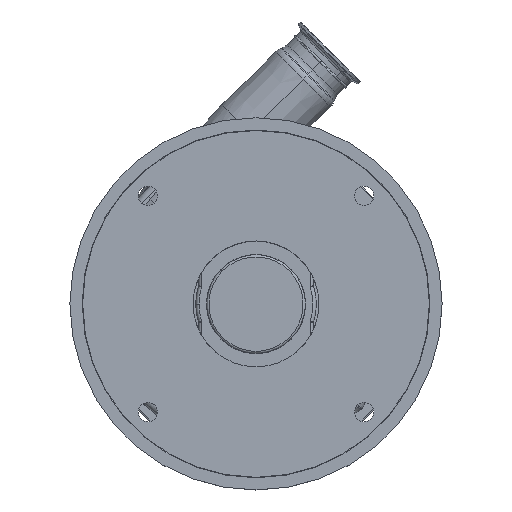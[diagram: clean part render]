
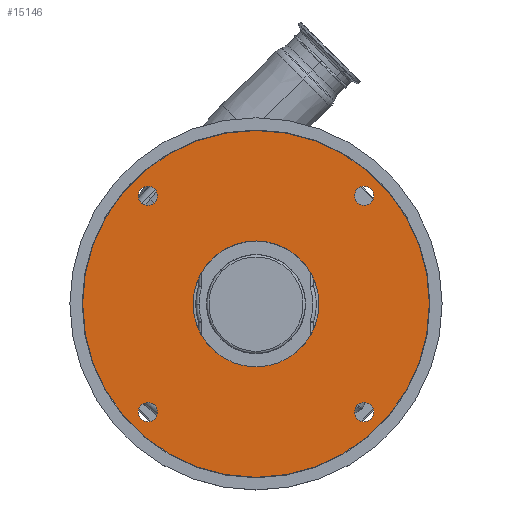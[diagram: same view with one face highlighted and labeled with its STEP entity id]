
A CAD part, top view. The second image highlights one B-rep face of the part: STEP entity #15146.
In plain terms, the highlighted planar face has unit normal (0, 0, 1).
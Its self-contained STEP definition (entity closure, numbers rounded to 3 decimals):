
#202 = AXIS2_PLACEMENT_3D ( 'NONE', #5042, #4086, #5363 ) ;
#398 = EDGE_LOOP ( 'NONE', ( #10191, #15163 ) ) ;
#472 = CARTESIAN_POINT ( 'NONE',  ( -107.533, -98.783, 190.5 ) ) ;
#571 = CIRCLE ( 'NONE', #14757, 8.75 ) ;
#745 = VERTEX_POINT ( 'NONE', #3183 ) ;
#775 = CIRCLE ( 'NONE', #2835, 158.4 ) ;
#806 = DIRECTION ( 'NONE',  ( 1., 0., 0. ) ) ;
#1131 = CARTESIAN_POINT ( 'NONE',  ( 98.783, -98.783, 190.5 ) ) ;
#1147 = DIRECTION ( 'NONE',  ( 0., 0., 1. ) ) ;
#1206 = VERTEX_POINT ( 'NONE', #8706 ) ;
#1400 = VERTEX_POINT ( 'NONE', #2979 ) ;
#1532 = CARTESIAN_POINT ( 'NONE',  ( 158.4, 0., 190.5 ) ) ;
#1654 = ORIENTED_EDGE ( 'NONE', *, *, #7212, .F. ) ;
#1730 = CARTESIAN_POINT ( 'NONE',  ( 0., 0., 190.5 ) ) ;
#1841 = AXIS2_PLACEMENT_3D ( 'NONE', #11634, #11557, #2908 ) ;
#1989 = VERTEX_POINT ( 'NONE', #4809 ) ;
#2035 = DIRECTION ( 'NONE',  ( 0., 0., 1. ) ) ;
#2220 = FACE_BOUND ( 'NONE', #12860, .T. ) ;
#2268 = CARTESIAN_POINT ( 'NONE',  ( 98.783, 98.783, 190.5 ) ) ;
#2271 = ORIENTED_EDGE ( 'NONE', *, *, #10271, .F. ) ;
#2422 = DIRECTION ( 'NONE',  ( 1., 0., 0. ) ) ;
#2436 = VERTEX_POINT ( 'NONE', #13700 ) ;
#2597 = AXIS2_PLACEMENT_3D ( 'NONE', #3821, #1147, #4791 ) ;
#2835 = AXIS2_PLACEMENT_3D ( 'NONE', #1730, #13136, #6971 ) ;
#2908 = DIRECTION ( 'NONE',  ( 1., 0., 0. ) ) ;
#2979 = CARTESIAN_POINT ( 'NONE',  ( -107.533, 98.783, 190.5 ) ) ;
#3002 = CARTESIAN_POINT ( 'NONE',  ( 0., 0., 190.5 ) ) ;
#3083 = PLANE ( 'NONE',  #11628 ) ;
#3117 = CARTESIAN_POINT ( 'NONE',  ( 107.533, 98.783, 190.5 ) ) ;
#3183 = CARTESIAN_POINT ( 'NONE',  ( -90.033, 98.783, 190.5 ) ) ;
#3312 = DIRECTION ( 'NONE',  ( 0., 0., 1. ) ) ;
#3353 = DIRECTION ( 'NONE',  ( 0., 0., 1. ) ) ;
#3821 = CARTESIAN_POINT ( 'NONE',  ( 0., 0., 190.5 ) ) ;
#3896 = EDGE_CURVE ( 'NONE', #8128, #1206, #4841, .T. ) ;
#4086 = DIRECTION ( 'NONE',  ( 0., 0., 1. ) ) ;
#4168 = EDGE_CURVE ( 'NONE', #2436, #5738, #4850, .T. ) ;
#4254 = ORIENTED_EDGE ( 'NONE', *, *, #15577, .F. ) ;
#4267 = AXIS2_PLACEMENT_3D ( 'NONE', #7385, #14995, #14914 ) ;
#4419 = VERTEX_POINT ( 'NONE', #3117 ) ;
#4430 = CARTESIAN_POINT ( 'NONE',  ( -98.783, -98.783, 190.5 ) ) ;
#4791 = DIRECTION ( 'NONE',  ( 1., 0., 0. ) ) ;
#4809 = CARTESIAN_POINT ( 'NONE',  ( -57.5, 0., 190.5 ) ) ;
#4841 = CIRCLE ( 'NONE', #5345, 8.75 ) ;
#4850 = CIRCLE ( 'NONE', #202, 158.4 ) ;
#4862 = AXIS2_PLACEMENT_3D ( 'NONE', #15528, #3312, #806 ) ;
#4978 = EDGE_CURVE ( 'NONE', #6170, #4419, #12096, .T. ) ;
#5042 = CARTESIAN_POINT ( 'NONE',  ( 0., 0., 190.5 ) ) ;
#5159 = VERTEX_POINT ( 'NONE', #6504 ) ;
#5199 = CARTESIAN_POINT ( 'NONE',  ( -98.783, 98.783, 190.5 ) ) ;
#5214 = CIRCLE ( 'NONE', #7529, 8.75 ) ;
#5277 = DIRECTION ( 'NONE',  ( 0., 0., 1. ) ) ;
#5345 = AXIS2_PLACEMENT_3D ( 'NONE', #4430, #9339, #5786 ) ;
#5363 = DIRECTION ( 'NONE',  ( 1., 0., 0. ) ) ;
#5691 = AXIS2_PLACEMENT_3D ( 'NONE', #12170, #14746, #14900 ) ;
#5731 = DIRECTION ( 'NONE',  ( 1., 0., 0. ) ) ;
#5738 = VERTEX_POINT ( 'NONE', #1532 ) ;
#5786 = DIRECTION ( 'NONE',  ( 1., 0., 0. ) ) ;
#5851 = FACE_BOUND ( 'NONE', #398, .T. ) ;
#5942 = CIRCLE ( 'NONE', #2597, 57.5 ) ;
#6123 = DIRECTION ( 'NONE',  ( 0., 0., 1. ) ) ;
#6170 = VERTEX_POINT ( 'NONE', #6788 ) ;
#6393 = ORIENTED_EDGE ( 'NONE', *, *, #8520, .F. ) ;
#6504 = CARTESIAN_POINT ( 'NONE',  ( 90.033, -98.783, 190.5 ) ) ;
#6566 = DIRECTION ( 'NONE',  ( 1., 0., 0. ) ) ;
#6788 = CARTESIAN_POINT ( 'NONE',  ( 90.033, 98.783, 190.5 ) ) ;
#6955 = CIRCLE ( 'NONE', #16013, 8.75 ) ;
#6971 = DIRECTION ( 'NONE',  ( 1., 0., 0. ) ) ;
#7065 = ORIENTED_EDGE ( 'NONE', *, *, #15786, .F. ) ;
#7212 = EDGE_CURVE ( 'NONE', #1206, #8128, #10094, .T. ) ;
#7385 = CARTESIAN_POINT ( 'NONE',  ( 98.783, -98.783, 190.5 ) ) ;
#7529 = AXIS2_PLACEMENT_3D ( 'NONE', #1131, #6123, #2422 ) ;
#7579 = VERTEX_POINT ( 'NONE', #7869 ) ;
#7808 = EDGE_LOOP ( 'NONE', ( #7065, #4254 ) ) ;
#7869 = CARTESIAN_POINT ( 'NONE',  ( 107.533, -98.783, 190.5 ) ) ;
#7899 = EDGE_CURVE ( 'NONE', #1400, #745, #571, .T. ) ;
#8128 = VERTEX_POINT ( 'NONE', #472 ) ;
#8520 = EDGE_CURVE ( 'NONE', #7579, #5159, #5214, .T. ) ;
#8560 = ORIENTED_EDGE ( 'NONE', *, *, #4168, .T. ) ;
#8706 = CARTESIAN_POINT ( 'NONE',  ( -90.033, -98.783, 190.5 ) ) ;
#8856 = CIRCLE ( 'NONE', #10692, 8.75 ) ;
#9339 = DIRECTION ( 'NONE',  ( 0., 0., 1. ) ) ;
#9351 = EDGE_LOOP ( 'NONE', ( #11589, #8560 ) ) ;
#9375 = FACE_BOUND ( 'NONE', #7808, .T. ) ;
#9430 = ORIENTED_EDGE ( 'NONE', *, *, #9826, .F. ) ;
#9456 = DIRECTION ( 'NONE',  ( 1., 0., 0. ) ) ;
#9477 = FACE_OUTER_BOUND ( 'NONE', #9351, .T. ) ;
#9648 = DIRECTION ( 'NONE',  ( 1., 0., 0. ) ) ;
#9757 = EDGE_LOOP ( 'NONE', ( #1654, #12471 ) ) ;
#9826 = EDGE_CURVE ( 'NONE', #4419, #6170, #8856, .T. ) ;
#10094 = CIRCLE ( 'NONE', #1841, 8.75 ) ;
#10191 = ORIENTED_EDGE ( 'NONE', *, *, #15085, .F. ) ;
#10271 = EDGE_CURVE ( 'NONE', #5159, #7579, #15890, .T. ) ;
#10692 = AXIS2_PLACEMENT_3D ( 'NONE', #2268, #14623, #5731 ) ;
#10781 = FACE_BOUND ( 'NONE', #9757, .T. ) ;
#11557 = DIRECTION ( 'NONE',  ( 0., 0., 1. ) ) ;
#11589 = ORIENTED_EDGE ( 'NONE', *, *, #15044, .T. ) ;
#11628 = AXIS2_PLACEMENT_3D ( 'NONE', #3002, #2035, #9456 ) ;
#11634 = CARTESIAN_POINT ( 'NONE',  ( -98.783, -98.783, 190.5 ) ) ;
#12096 = CIRCLE ( 'NONE', #4862, 8.75 ) ;
#12170 = CARTESIAN_POINT ( 'NONE',  ( 0., 0., 190.5 ) ) ;
#12471 = ORIENTED_EDGE ( 'NONE', *, *, #3896, .F. ) ;
#12800 = VERTEX_POINT ( 'NONE', #14158 ) ;
#12860 = EDGE_LOOP ( 'NONE', ( #6393, #2271 ) ) ;
#12921 = CIRCLE ( 'NONE', #5691, 57.5 ) ;
#12957 = ORIENTED_EDGE ( 'NONE', *, *, #4978, .F. ) ;
#13136 = DIRECTION ( 'NONE',  ( 0., 0., 1. ) ) ;
#13167 = EDGE_LOOP ( 'NONE', ( #9430, #12957 ) ) ;
#13217 = CARTESIAN_POINT ( 'NONE',  ( -98.783, 98.783, 190.5 ) ) ;
#13287 = FACE_BOUND ( 'NONE', #13167, .T. ) ;
#13700 = CARTESIAN_POINT ( 'NONE',  ( -158.4, 0., 190.5 ) ) ;
#14158 = CARTESIAN_POINT ( 'NONE',  ( 57.5, 0., 190.5 ) ) ;
#14623 = DIRECTION ( 'NONE',  ( 0., 0., 1. ) ) ;
#14746 = DIRECTION ( 'NONE',  ( 0., 0., 1. ) ) ;
#14757 = AXIS2_PLACEMENT_3D ( 'NONE', #5199, #5277, #6566 ) ;
#14900 = DIRECTION ( 'NONE',  ( 1., 0., 0. ) ) ;
#14914 = DIRECTION ( 'NONE',  ( 1., 0., 0. ) ) ;
#14995 = DIRECTION ( 'NONE',  ( 0., 0., 1. ) ) ;
#15044 = EDGE_CURVE ( 'NONE', #5738, #2436, #775, .T. ) ;
#15085 = EDGE_CURVE ( 'NONE', #745, #1400, #6955, .T. ) ;
#15146 = ADVANCED_FACE ( 'NONE', ( #9477, #5851, #10781, #2220, #13287, #9375 ), #3083, .T. ) ;
#15163 = ORIENTED_EDGE ( 'NONE', *, *, #7899, .F. ) ;
#15528 = CARTESIAN_POINT ( 'NONE',  ( 98.783, 98.783, 190.5 ) ) ;
#15577 = EDGE_CURVE ( 'NONE', #1989, #12800, #12921, .T. ) ;
#15786 = EDGE_CURVE ( 'NONE', #12800, #1989, #5942, .T. ) ;
#15890 = CIRCLE ( 'NONE', #4267, 8.75 ) ;
#16013 = AXIS2_PLACEMENT_3D ( 'NONE', #13217, #3353, #9648 ) ;
